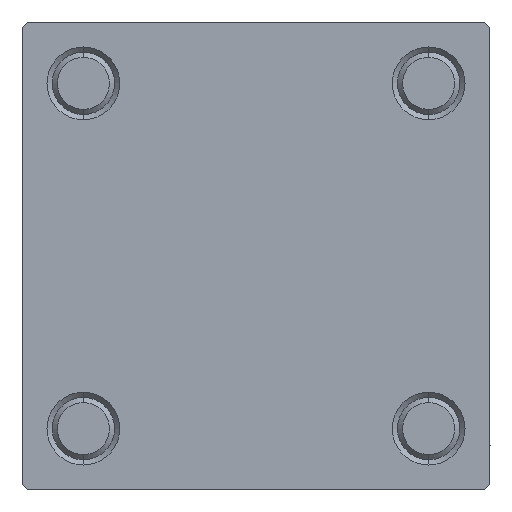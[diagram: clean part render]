
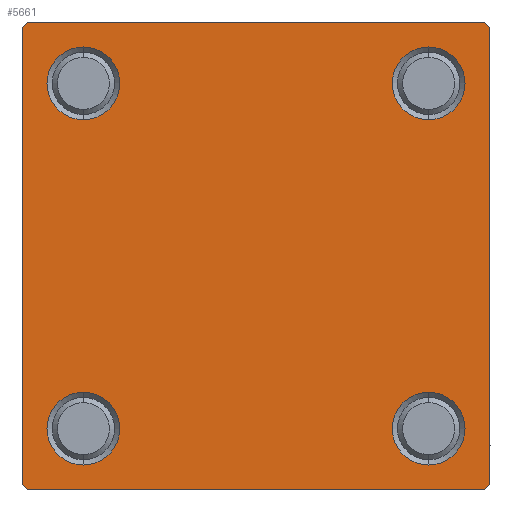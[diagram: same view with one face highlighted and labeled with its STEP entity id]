
A CAD part, left-side view. The second image highlights one B-rep face of the part: STEP entity #5661.
In plain terms, the highlighted planar face has unit normal (-1, 0, 0).
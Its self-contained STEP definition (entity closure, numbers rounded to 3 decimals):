
#300 = FACE_OUTER_BOUND ( 'NONE', #41423, .T. ) ;
#410 = CARTESIAN_POINT ( 'NONE',  ( 0., 22., 22.5 ) ) ;
#554 = DIRECTION ( 'NONE',  ( 0., 0., 1. ) ) ;
#670 = CARTESIAN_POINT ( 'NONE',  ( 0., 22.5, 22.5 ) ) ;
#765 = CIRCLE ( 'NONE', #24172, 3.5 ) ;
#1002 = LINE ( 'NONE', #24002, #33425 ) ;
#1563 = VERTEX_POINT ( 'NONE', #9752 ) ;
#2225 = DIRECTION ( 'NONE',  ( 1., 0., 0. ) ) ;
#2433 = VERTEX_POINT ( 'NONE', #410 ) ;
#2461 = ORIENTED_EDGE ( 'NONE', *, *, #28727, .T. ) ;
#2922 = LINE ( 'NONE', #38044, #8321 ) ;
#3068 = AXIS2_PLACEMENT_3D ( 'NONE', #17153, #8836, #17408 ) ;
#3679 = LINE ( 'NONE', #26672, #41374 ) ;
#4209 = VECTOR ( 'NONE', #12720, 1000. ) ;
#4292 = ORIENTED_EDGE ( 'NONE', *, *, #43676, .T. ) ;
#4640 = EDGE_CURVE ( 'NONE', #10173, #45320, #28875, .T. ) ;
#4933 = VERTEX_POINT ( 'NONE', #33363 ) ;
#5214 = EDGE_CURVE ( 'NONE', #1563, #7109, #34008, .T. ) ;
#5250 = CARTESIAN_POINT ( 'NONE',  ( 0., 22., -22.5 ) ) ;
#5661 = ADVANCED_FACE ( 'NONE', ( #8366, #11898, #23287, #47077, #300 ), #15696, .T. ) ;
#5895 = CARTESIAN_POINT ( 'NONE',  ( 0., -16.6, 20.1 ) ) ;
#6160 = EDGE_CURVE ( 'NONE', #46479, #21746, #18678, .T. ) ;
#6272 = VECTOR ( 'NONE', #13613, 1000. ) ;
#7109 = VERTEX_POINT ( 'NONE', #25472 ) ;
#7228 = DIRECTION ( 'NONE',  ( 1., 0., 0. ) ) ;
#7364 = CARTESIAN_POINT ( 'NONE',  ( 0., 22.5, -22. ) ) ;
#7479 = DIRECTION ( 'NONE',  ( 0., 0., 1. ) ) ;
#8321 = VECTOR ( 'NONE', #45896, 1000. ) ;
#8366 = FACE_BOUND ( 'NONE', #35263, .T. ) ;
#8755 = ORIENTED_EDGE ( 'NONE', *, *, #15065, .F. ) ;
#8836 = DIRECTION ( 'NONE',  ( 1., 0., 0. ) ) ;
#8975 = AXIS2_PLACEMENT_3D ( 'NONE', #38084, #7228, #7479 ) ;
#9362 = VECTOR ( 'NONE', #48021, 1000. ) ;
#9752 = CARTESIAN_POINT ( 'NONE',  ( 0., 16.6, -13.1 ) ) ;
#10173 = VERTEX_POINT ( 'NONE', #42412 ) ;
#10504 = DIRECTION ( 'NONE',  ( 0., 0., 1. ) ) ;
#11176 = EDGE_CURVE ( 'NONE', #43311, #20647, #3679, .T. ) ;
#11790 = ORIENTED_EDGE ( 'NONE', *, *, #11176, .T. ) ;
#11898 = FACE_BOUND ( 'NONE', #21101, .T. ) ;
#12720 = DIRECTION ( 'NONE',  ( 0., 0.707, -0.707 ) ) ;
#13543 = DIRECTION ( 'NONE',  ( 1., 0., 0. ) ) ;
#13613 = DIRECTION ( 'NONE',  ( 0., -0.707, 0.707 ) ) ;
#13678 = DIRECTION ( 'NONE',  ( 0., 0.707, 0.707 ) ) ;
#13818 = CARTESIAN_POINT ( 'NONE',  ( 0., -16.6, -16.6 ) ) ;
#14493 = EDGE_CURVE ( 'NONE', #39855, #25906, #23720, .T. ) ;
#15065 = EDGE_CURVE ( 'NONE', #2433, #45320, #1002, .T. ) ;
#15696 = PLANE ( 'NONE',  #40500 ) ;
#16238 = VECTOR ( 'NONE', #13678, 1000. ) ;
#17153 = CARTESIAN_POINT ( 'NONE',  ( 0., 16.6, -16.6 ) ) ;
#17408 = DIRECTION ( 'NONE',  ( 0., 0., 1. ) ) ;
#18678 = CIRCLE ( 'NONE', #20328, 3.5 ) ;
#19319 = EDGE_LOOP ( 'NONE', ( #24335, #37687 ) ) ;
#19582 = ORIENTED_EDGE ( 'NONE', *, *, #33386, .T. ) ;
#19866 = LINE ( 'NONE', #670, #24818 ) ;
#19987 = EDGE_CURVE ( 'NONE', #25045, #46921, #46545, .T. ) ;
#20328 = AXIS2_PLACEMENT_3D ( 'NONE', #13818, #2225, #29512 ) ;
#20362 = EDGE_CURVE ( 'NONE', #21746, #46479, #37649, .T. ) ;
#20647 = VERTEX_POINT ( 'NONE', #5250 ) ;
#21023 = EDGE_CURVE ( 'NONE', #46921, #25045, #36071, .T. ) ;
#21101 = EDGE_LOOP ( 'NONE', ( #46614, #38593 ) ) ;
#21623 = CARTESIAN_POINT ( 'NONE',  ( 0., 22.5, 22. ) ) ;
#21746 = VERTEX_POINT ( 'NONE', #35930 ) ;
#22139 = CARTESIAN_POINT ( 'NONE',  ( 0., 16.6, 16.6 ) ) ;
#22302 = AXIS2_PLACEMENT_3D ( 'NONE', #23333, #34975, #27376 ) ;
#22582 = DIRECTION ( 'NONE',  ( 1., 0., 0. ) ) ;
#22618 = DIRECTION ( 'NONE',  ( 0., -0.707, -0.707 ) ) ;
#23287 = FACE_BOUND ( 'NONE', #19319, .T. ) ;
#23333 = CARTESIAN_POINT ( 'NONE',  ( 0., -16.6, -16.6 ) ) ;
#23720 = CIRCLE ( 'NONE', #41484, 3.5 ) ;
#23915 = DIRECTION ( 'NONE',  ( 0., 0., 1. ) ) ;
#24002 = CARTESIAN_POINT ( 'NONE',  ( 0., 22.5, 22.5 ) ) ;
#24172 = AXIS2_PLACEMENT_3D ( 'NONE', #49668, #22582, #33484 ) ;
#24335 = ORIENTED_EDGE ( 'NONE', *, *, #5214, .T. ) ;
#24401 = CARTESIAN_POINT ( 'NONE',  ( 0., 16.6, 13.1 ) ) ;
#24614 = EDGE_CURVE ( 'NONE', #20647, #4933, #43970, .T. ) ;
#24818 = VECTOR ( 'NONE', #27957, 1000. ) ;
#25045 = VERTEX_POINT ( 'NONE', #42105 ) ;
#25472 = CARTESIAN_POINT ( 'NONE',  ( 0., 16.6, -20.1 ) ) ;
#25655 = CIRCLE ( 'NONE', #3068, 3.5 ) ;
#25740 = CARTESIAN_POINT ( 'NONE',  ( 0., 22.5, -22.5 ) ) ;
#25906 = VERTEX_POINT ( 'NONE', #46808 ) ;
#26672 = CARTESIAN_POINT ( 'NONE',  ( 0., 22.25, -22.25 ) ) ;
#27080 = ORIENTED_EDGE ( 'NONE', *, *, #4640, .T. ) ;
#27184 = ORIENTED_EDGE ( 'NONE', *, *, #24614, .T. ) ;
#27278 = ORIENTED_EDGE ( 'NONE', *, *, #19987, .T. ) ;
#27305 = ORIENTED_EDGE ( 'NONE', *, *, #27529, .T. ) ;
#27376 = DIRECTION ( 'NONE',  ( 0., 0., 1. ) ) ;
#27529 = EDGE_CURVE ( 'NONE', #36251, #43311, #19866, .T. ) ;
#27957 = DIRECTION ( 'NONE',  ( 0., 0., -1. ) ) ;
#28604 = EDGE_CURVE ( 'NONE', #7109, #1563, #25655, .T. ) ;
#28727 = EDGE_CURVE ( 'NONE', #4933, #37185, #39937, .T. ) ;
#28875 = LINE ( 'NONE', #48364, #16238 ) ;
#29512 = DIRECTION ( 'NONE',  ( 0., 0., 1. ) ) ;
#29814 = CARTESIAN_POINT ( 'NONE',  ( 0., -22., 22.5 ) ) ;
#31231 = AXIS2_PLACEMENT_3D ( 'NONE', #39582, #35803, #23915 ) ;
#31869 = CARTESIAN_POINT ( 'NONE',  ( 0., -22.25, -22.25 ) ) ;
#33028 = DIRECTION ( 'NONE',  ( 0., 0., 1. ) ) ;
#33363 = CARTESIAN_POINT ( 'NONE',  ( 0., -22., -22.5 ) ) ;
#33386 = EDGE_CURVE ( 'NONE', #25906, #39855, #765, .T. ) ;
#33425 = VECTOR ( 'NONE', #39428, 1000. ) ;
#33484 = DIRECTION ( 'NONE',  ( 0., 0., 1. ) ) ;
#33608 = AXIS2_PLACEMENT_3D ( 'NONE', #49210, #45164, #10504 ) ;
#34008 = CIRCLE ( 'NONE', #8975, 3.5 ) ;
#34277 = ORIENTED_EDGE ( 'NONE', *, *, #14493, .T. ) ;
#34975 = DIRECTION ( 'NONE',  ( 1., 0., 0. ) ) ;
#35192 = DIRECTION ( 'NONE',  ( -1., 0., 0. ) ) ;
#35263 = EDGE_LOOP ( 'NONE', ( #45263, #27278 ) ) ;
#35803 = DIRECTION ( 'NONE',  ( 1., 0., 0. ) ) ;
#35930 = CARTESIAN_POINT ( 'NONE',  ( 0., -16.6, -20.1 ) ) ;
#36071 = CIRCLE ( 'NONE', #31231, 3.5 ) ;
#36251 = VERTEX_POINT ( 'NONE', #21623 ) ;
#37185 = VERTEX_POINT ( 'NONE', #44888 ) ;
#37649 = CIRCLE ( 'NONE', #22302, 3.5 ) ;
#37687 = ORIENTED_EDGE ( 'NONE', *, *, #28604, .T. ) ;
#37792 = LINE ( 'NONE', #47888, #4209 ) ;
#38044 = CARTESIAN_POINT ( 'NONE',  ( 0., -22.5, 22.5 ) ) ;
#38084 = CARTESIAN_POINT ( 'NONE',  ( 0., 16.6, -16.6 ) ) ;
#38593 = ORIENTED_EDGE ( 'NONE', *, *, #20362, .T. ) ;
#39428 = DIRECTION ( 'NONE',  ( 0., -1., 0. ) ) ;
#39582 = CARTESIAN_POINT ( 'NONE',  ( 0., -16.6, 16.6 ) ) ;
#39855 = VERTEX_POINT ( 'NONE', #24401 ) ;
#39937 = LINE ( 'NONE', #31869, #6272 ) ;
#40500 = AXIS2_PLACEMENT_3D ( 'NONE', #42769, #35192, #554 ) ;
#41374 = VECTOR ( 'NONE', #22618, 1000. ) ;
#41423 = EDGE_LOOP ( 'NONE', ( #27305, #11790, #27184, #2461, #48589, #27080, #8755, #4292 ) ) ;
#41484 = AXIS2_PLACEMENT_3D ( 'NONE', #22139, #13543, #33028 ) ;
#41958 = EDGE_CURVE ( 'NONE', #10173, #37185, #2922, .T. ) ;
#42105 = CARTESIAN_POINT ( 'NONE',  ( 0., -16.6, 13.1 ) ) ;
#42412 = CARTESIAN_POINT ( 'NONE',  ( 0., -22.5, 22. ) ) ;
#42769 = CARTESIAN_POINT ( 'NONE',  ( 0., 0., 0. ) ) ;
#43311 = VERTEX_POINT ( 'NONE', #7364 ) ;
#43676 = EDGE_CURVE ( 'NONE', #2433, #36251, #37792, .T. ) ;
#43970 = LINE ( 'NONE', #25740, #9362 ) ;
#44645 = CARTESIAN_POINT ( 'NONE',  ( 0., -16.6, -13.1 ) ) ;
#44888 = CARTESIAN_POINT ( 'NONE',  ( 0., -22.5, -22. ) ) ;
#45164 = DIRECTION ( 'NONE',  ( 1., 0., 0. ) ) ;
#45263 = ORIENTED_EDGE ( 'NONE', *, *, #21023, .T. ) ;
#45320 = VERTEX_POINT ( 'NONE', #29814 ) ;
#45896 = DIRECTION ( 'NONE',  ( 0., 0., -1. ) ) ;
#46145 = EDGE_LOOP ( 'NONE', ( #19582, #34277 ) ) ;
#46479 = VERTEX_POINT ( 'NONE', #44645 ) ;
#46545 = CIRCLE ( 'NONE', #33608, 3.5 ) ;
#46614 = ORIENTED_EDGE ( 'NONE', *, *, #6160, .T. ) ;
#46808 = CARTESIAN_POINT ( 'NONE',  ( 0., 16.6, 20.1 ) ) ;
#46921 = VERTEX_POINT ( 'NONE', #5895 ) ;
#47077 = FACE_BOUND ( 'NONE', #46145, .T. ) ;
#47888 = CARTESIAN_POINT ( 'NONE',  ( 0., 22.25, 22.25 ) ) ;
#48021 = DIRECTION ( 'NONE',  ( 0., -1., 0. ) ) ;
#48364 = CARTESIAN_POINT ( 'NONE',  ( 0., -22.25, 22.25 ) ) ;
#48589 = ORIENTED_EDGE ( 'NONE', *, *, #41958, .F. ) ;
#49210 = CARTESIAN_POINT ( 'NONE',  ( 0., -16.6, 16.6 ) ) ;
#49668 = CARTESIAN_POINT ( 'NONE',  ( 0., 16.6, 16.6 ) ) ;
